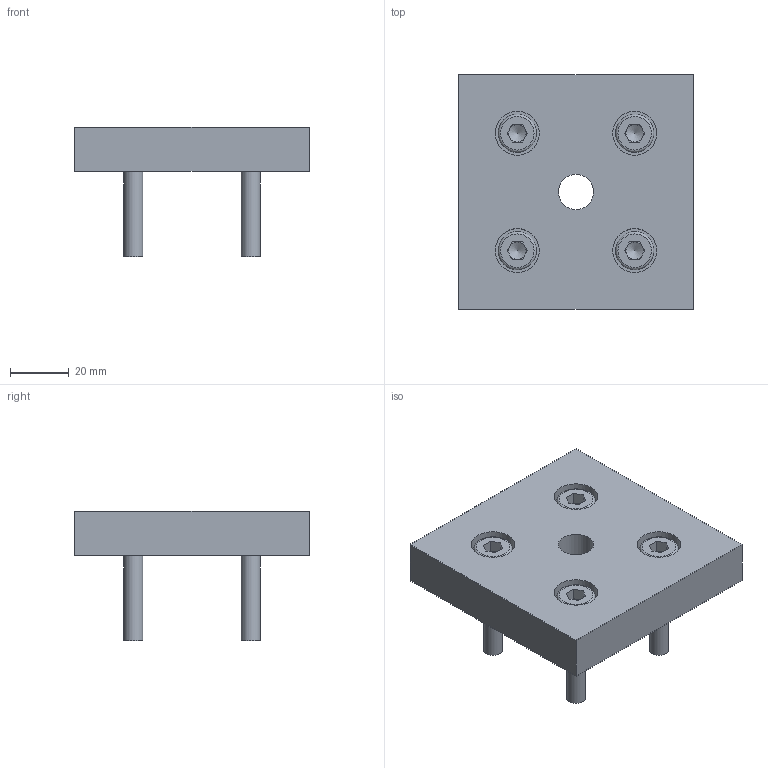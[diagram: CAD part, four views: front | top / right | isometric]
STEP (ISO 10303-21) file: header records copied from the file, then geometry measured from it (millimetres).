
FILE_DESCRIPTION(/* description */ (''),/* implementation_level */ '2;1');
FILE_NAME(/* name */ '146115',/* time_stamp */ '2014-10-06T10:01:10+02:00',/* author */ (''),/* organization */ (''),/* preprocessor_version */ 'ST-DEVELOPER v14',/* originating_system */ 'HiCAD 2013 1802.4 Build 509',/* authorisation */ '');
FILE_SCHEMA (('AUTOMOTIVE_DESIGN { 1 0 10303 214 1 1 1 1 }'));
Length unit declared in the file: millimetre
Products named in the file (6): Root; 146115Voetplaat 80x80 M12BOIKON; 900160Cil. inbusbout DIN 912 EV M8 x 35BOIKON0
Assembly tree (5 placements, depth 3):
  Root
    146115Voetplaat 80x80 M12BOIKON
      900160Cil. inbusbout DIN 912 EV M8 x 35BOIKON0
      900160Cil. inbusbout DIN 912 EV M8 x 35BOIKON0
      900160Cil. inbusbout DIN 912 EV M8 x 35BOIKON0
      900160Cil. inbusbout DIN 912 EV M8 x 35BOIKON0
Bounding box: 80 x 80 x 44 mm (x, y, z)
Volume: 94884.1 mm3; surface area: 25317.6 mm2
Topology: 5 solids, 5 shells, 103 faces, 240 edges, 156 vertices
Faces by surface type: plane 70, cylinder 21, cone 8, torus 4
Full cylindrical faces by diameter (mm): 6.466 x4, 8 x4, 9 x4, 12 x1, 13 x4, 15 x4
Entity records: 4445 total; most frequent: DIRECTION 474, CARTESIAN_POINT 422, PRESENTATION_STYLE_ASSIGNMENT 361, COLOUR_RGB 358, DRAUGHTING_PRE_DEFINED_CURVE_FONT 356, CURVE_STYLE 356, OVER_RIDING_STYLED_ITEM 356, ORIENTED_EDGE 356
